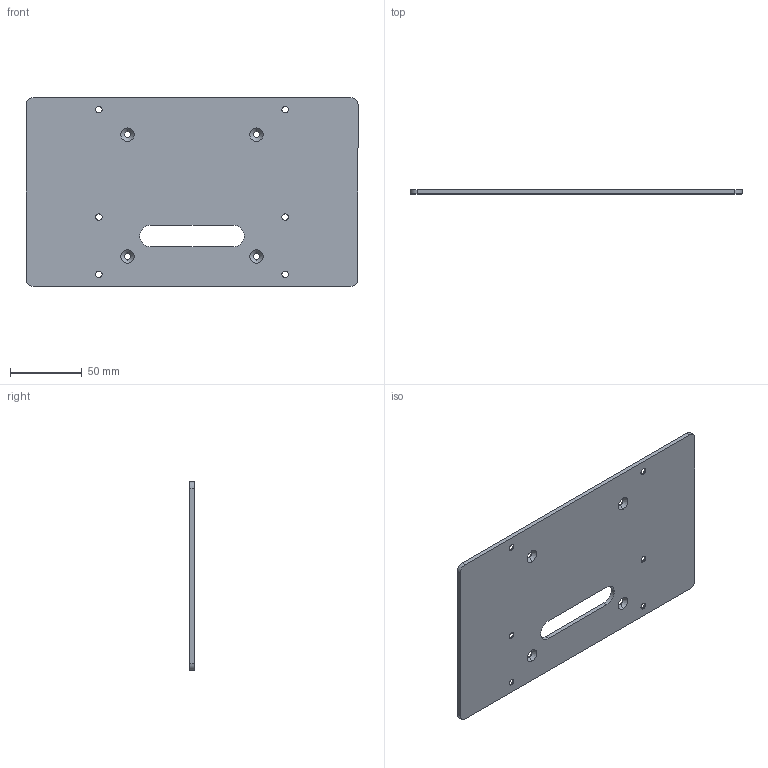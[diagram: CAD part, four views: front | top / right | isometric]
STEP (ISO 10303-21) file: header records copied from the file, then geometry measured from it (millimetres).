
FILE_DESCRIPTION (( 'STEP AP214' ), '1' );
FILE_NAME ('690-14170-01_MECH, FIXTURE, CONNECTOR ALIGNMENT PLATE, AMBER.STEP', '2019-04-17T19:26:46', ( '' ), ( '' ), 'SwSTEP 2.0', 'SolidWorks 2018', '' );
FILE_SCHEMA (( 'AUTOMOTIVE_DESIGN' ));
Length unit declared in the file: inch
Products named in the file (1): 690-14170-01_MECH, FIXTURE, CONNECTOR ALIGNMENT PLATE, AMBER
Bounding box: 231.69 x 3 x 131.69 mm (x, y, z)
Volume: 87279.8 mm3; surface area: 61514.8 mm2
Topology: 1 solids, 1 shells, 55 faces, 139 edges, 86 vertices
Faces by surface type: cylinder 27, cone 20, plane 8
Entity records: 1764 total; most frequent: DIRECTION 325, CARTESIAN_POINT 281, ORIENTED_EDGE 278, EDGE_CURVE 139, AXIS2_PLACEMENT_3D 130, VERTEX_POINT 86, EDGE_LOOP 77, CIRCLE 74
